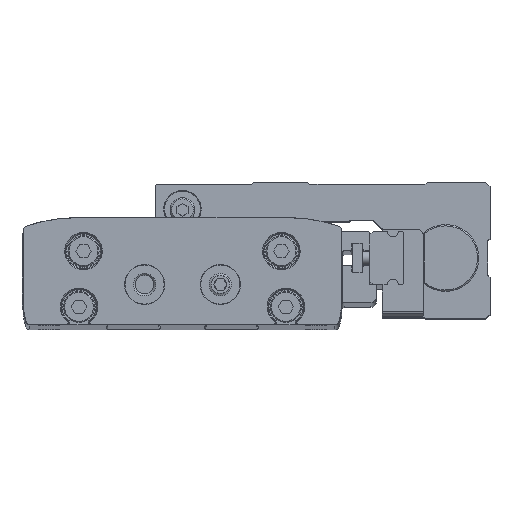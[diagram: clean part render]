
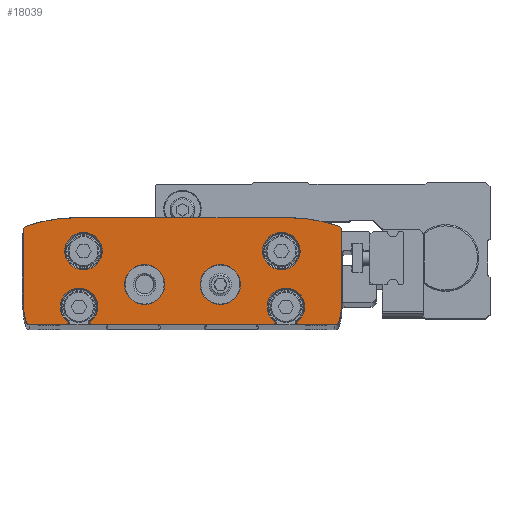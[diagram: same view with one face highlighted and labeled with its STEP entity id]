
A CAD part, top view. The second image highlights one B-rep face of the part: STEP entity #18039.
In plain terms, the highlighted planar face has unit normal (0, 0, 1).
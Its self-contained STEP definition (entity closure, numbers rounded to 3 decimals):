
#824=LINE('',#29927,#2351);
#833=LINE('',#29955,#2360);
#834=LINE('',#29963,#2361);
#843=LINE('',#29991,#2370);
#844=LINE('',#29994,#2371);
#845=LINE('',#29996,#2372);
#846=LINE('',#30002,#2373);
#847=LINE('',#30008,#2374);
#848=LINE('',#30014,#2375);
#849=LINE('',#30020,#2376);
#2351=VECTOR('',#24140,1000.);
#2360=VECTOR('',#24159,1000.);
#2361=VECTOR('',#24162,1000.);
#2370=VECTOR('',#24181,1000.);
#2371=VECTOR('',#24186,1000.);
#2372=VECTOR('',#24189,1000.);
#2373=VECTOR('',#24194,1000.);
#2374=VECTOR('',#24199,1000.);
#2375=VECTOR('',#24204,1000.);
#2376=VECTOR('',#24209,1000.);
#3971=ORIENTED_EDGE('',*,*,#8972,.F.);
#3972=ORIENTED_EDGE('',*,*,#8957,.T.);
#3973=ORIENTED_EDGE('',*,*,#8973,.T.);
#3974=ORIENTED_EDGE('',*,*,#8959,.F.);
#3975=ORIENTED_EDGE('',*,*,#8974,.F.);
#3976=ORIENTED_EDGE('',*,*,#8971,.T.);
#3977=ORIENTED_EDGE('',*,*,#8975,.T.);
#3978=ORIENTED_EDGE('',*,*,#8976,.T.);
#3979=ORIENTED_EDGE('',*,*,#8977,.T.);
#3980=ORIENTED_EDGE('',*,*,#8978,.T.);
#3981=ORIENTED_EDGE('',*,*,#8979,.T.);
#3982=ORIENTED_EDGE('',*,*,#8980,.T.);
#3983=ORIENTED_EDGE('',*,*,#8981,.T.);
#3984=ORIENTED_EDGE('',*,*,#8982,.T.);
#3985=ORIENTED_EDGE('',*,*,#8983,.T.);
#3986=ORIENTED_EDGE('',*,*,#8984,.T.);
#3987=ORIENTED_EDGE('',*,*,#8985,.T.);
#3988=ORIENTED_EDGE('',*,*,#8986,.T.);
#3989=ORIENTED_EDGE('',*,*,#8987,.T.);
#3990=ORIENTED_EDGE('',*,*,#8945,.F.);
#3991=ORIENTED_EDGE('',*,*,#8988,.F.);
#3992=ORIENTED_EDGE('',*,*,#8989,.F.);
#3993=ORIENTED_EDGE('',*,*,#8990,.F.);
#3994=ORIENTED_EDGE('',*,*,#8991,.F.);
#8945=EDGE_CURVE('',#11445,#11447,#824,.T.);
#8957=EDGE_CURVE('',#11455,#11456,#833,.T.);
#8959=EDGE_CURVE('',#11457,#11459,#834,.T.);
#8971=EDGE_CURVE('',#11467,#11468,#843,.T.);
#8972=EDGE_CURVE('',#11455,#11445,#13204,.T.);
#8973=EDGE_CURVE('',#11456,#11459,#844,.T.);
#8974=EDGE_CURVE('',#11467,#11457,#13205,.T.);
#8975=EDGE_CURVE('',#11468,#11469,#845,.T.);
#8976=EDGE_CURVE('',#11469,#11470,#13206,.T.);
#8977=EDGE_CURVE('',#11470,#11471,#13207,.T.);
#8978=EDGE_CURVE('',#11471,#11472,#846,.T.);
#8979=EDGE_CURVE('',#11472,#11473,#13208,.T.);
#8980=EDGE_CURVE('',#11473,#11474,#13209,.T.);
#8981=EDGE_CURVE('',#11474,#11475,#847,.T.);
#8982=EDGE_CURVE('',#11475,#11476,#13210,.T.);
#8983=EDGE_CURVE('',#11476,#11477,#13211,.T.);
#8984=EDGE_CURVE('',#11477,#11478,#848,.T.);
#8985=EDGE_CURVE('',#11478,#11479,#13212,.T.);
#8986=EDGE_CURVE('',#11479,#11480,#13213,.T.);
#8987=EDGE_CURVE('',#11480,#11447,#849,.T.);
#8988=EDGE_CURVE('',#11481,#11481,#13214,.T.);
#8989=EDGE_CURVE('',#11482,#11482,#13215,.T.);
#8990=EDGE_CURVE('',#11483,#11483,#13216,.T.);
#8991=EDGE_CURVE('',#11484,#11484,#13217,.T.);
#11445=VERTEX_POINT('',#29925);
#11447=VERTEX_POINT('',#29928);
#11455=VERTEX_POINT('',#29952);
#11456=VERTEX_POINT('',#29954);
#11457=VERTEX_POINT('',#29961);
#11459=VERTEX_POINT('',#29964);
#11467=VERTEX_POINT('',#29988);
#11468=VERTEX_POINT('',#29990);
#11469=VERTEX_POINT('',#29997);
#11470=VERTEX_POINT('',#29999);
#11471=VERTEX_POINT('',#30001);
#11472=VERTEX_POINT('',#30003);
#11473=VERTEX_POINT('',#30005);
#11474=VERTEX_POINT('',#30007);
#11475=VERTEX_POINT('',#30009);
#11476=VERTEX_POINT('',#30011);
#11477=VERTEX_POINT('',#30013);
#11478=VERTEX_POINT('',#30015);
#11479=VERTEX_POINT('',#30017);
#11480=VERTEX_POINT('',#30019);
#11481=VERTEX_POINT('',#30022);
#11482=VERTEX_POINT('',#30024);
#11483=VERTEX_POINT('',#30026);
#11484=VERTEX_POINT('',#30028);
#13204=CIRCLE('',#21929,4.2);
#13205=CIRCLE('',#21930,4.2);
#13206=CIRCLE('',#21931,1.);
#13207=CIRCLE('',#21932,15.);
#13208=CIRCLE('',#21933,1.);
#13209=CIRCLE('',#21934,35.);
#13210=CIRCLE('',#21935,35.);
#13211=CIRCLE('',#21936,1.);
#13212=CIRCLE('',#21937,15.);
#13213=CIRCLE('',#21938,1.);
#13214=CIRCLE('',#21939,4.2);
#13215=CIRCLE('',#21940,4.2);
#13216=CIRCLE('',#21941,4.5);
#13217=CIRCLE('',#21942,4.5);
#14111=EDGE_LOOP('',(#3971,#3972,#3973,#3974,#3975,#3976,#3977,#3978,#3979,
#3980,#3981,#3982,#3983,#3984,#3985,#3986,#3987,#3988,#3989,#3990));
#14112=EDGE_LOOP('',(#3991));
#14113=EDGE_LOOP('',(#3992));
#14114=EDGE_LOOP('',(#3993));
#14115=EDGE_LOOP('',(#3994));
#15788=FACE_BOUND('',#14111,.T.);
#15789=FACE_BOUND('',#14112,.T.);
#15790=FACE_BOUND('',#14113,.T.);
#15791=FACE_BOUND('',#14114,.T.);
#15792=FACE_BOUND('',#14115,.T.);
#17463=PLANE('',#21928);
#18039=ADVANCED_FACE('',(#15788,#15789,#15790,#15791,#15792),#17463,.T.);
#21928=AXIS2_PLACEMENT_3D('',#29992,#24182,#24183);
#21929=AXIS2_PLACEMENT_3D('',#29993,#24184,#24185);
#21930=AXIS2_PLACEMENT_3D('',#29995,#24187,#24188);
#21931=AXIS2_PLACEMENT_3D('',#29998,#24190,#24191);
#21932=AXIS2_PLACEMENT_3D('',#30000,#24192,#24193);
#21933=AXIS2_PLACEMENT_3D('',#30004,#24195,#24196);
#21934=AXIS2_PLACEMENT_3D('',#30006,#24197,#24198);
#21935=AXIS2_PLACEMENT_3D('',#30010,#24200,#24201);
#21936=AXIS2_PLACEMENT_3D('',#30012,#24202,#24203);
#21937=AXIS2_PLACEMENT_3D('',#30016,#24205,#24206);
#21938=AXIS2_PLACEMENT_3D('',#30018,#24207,#24208);
#21939=AXIS2_PLACEMENT_3D('',#30021,#24210,#24211);
#21940=AXIS2_PLACEMENT_3D('',#30023,#24212,#24213);
#21941=AXIS2_PLACEMENT_3D('',#30025,#24214,#24215);
#21942=AXIS2_PLACEMENT_3D('',#30027,#24216,#24217);
#24140=DIRECTION('',(0.,-1.,0.));
#24159=DIRECTION('',(0.,-1.,0.));
#24162=DIRECTION('',(0.,-1.,0.));
#24181=DIRECTION('',(0.,-1.,0.));
#24182=DIRECTION('',(0.,0.,1.));
#24183=DIRECTION('',(1.,0.,0.));
#24184=DIRECTION('',(0.,0.,1.));
#24185=DIRECTION('',(1.,0.,0.));
#24186=DIRECTION('',(1.,0.,0.));
#24187=DIRECTION('',(0.,0.,1.));
#24188=DIRECTION('',(1.,0.,0.));
#24189=DIRECTION('',(1.,0.,0.));
#24190=DIRECTION('',(0.,0.,1.));
#24191=DIRECTION('',(1.,0.,0.));
#24192=DIRECTION('',(0.,0.,1.));
#24193=DIRECTION('',(1.,0.,0.));
#24194=DIRECTION('',(0.,1.,0.));
#24195=DIRECTION('',(0.,0.,1.));
#24196=DIRECTION('',(1.,0.,0.));
#24197=DIRECTION('',(0.,0.,1.));
#24198=DIRECTION('',(1.,0.,0.));
#24199=DIRECTION('',(-1.,0.,0.));
#24200=DIRECTION('',(0.,0.,1.));
#24201=DIRECTION('',(1.,0.,0.));
#24202=DIRECTION('',(0.,0.,1.));
#24203=DIRECTION('',(1.,0.,0.));
#24204=DIRECTION('',(0.,-1.,0.));
#24205=DIRECTION('',(0.,0.,1.));
#24206=DIRECTION('',(1.,0.,0.));
#24207=DIRECTION('',(0.,0.,1.));
#24208=DIRECTION('',(1.,0.,0.));
#24209=DIRECTION('',(1.,0.,0.));
#24210=DIRECTION('',(0.,0.,1.));
#24211=DIRECTION('',(1.,0.,0.));
#24212=DIRECTION('',(0.,0.,1.));
#24213=DIRECTION('',(1.,0.,0.));
#24214=DIRECTION('',(0.,0.,1.));
#24215=DIRECTION('',(1.,0.,0.));
#24216=DIRECTION('',(0.,0.,1.));
#24217=DIRECTION('',(1.,0.,0.));
#29925=CARTESIAN_POINT('',(-25.7,0.625,330.));
#29927=CARTESIAN_POINT('',(-25.7,4.,330.));
#29928=CARTESIAN_POINT('',(-25.7,0.,330.));
#29952=CARTESIAN_POINT('',(-20.7,0.625,330.));
#29954=CARTESIAN_POINT('',(-20.7,0.,330.));
#29955=CARTESIAN_POINT('',(-20.7,4.,330.));
#29961=CARTESIAN_POINT('',(20.7,0.625,330.));
#29963=CARTESIAN_POINT('',(20.7,4.,330.));
#29964=CARTESIAN_POINT('',(20.7,0.,330.));
#29988=CARTESIAN_POINT('',(25.7,0.625,330.));
#29990=CARTESIAN_POINT('',(25.7,0.,330.));
#29991=CARTESIAN_POINT('',(25.7,4.,330.));
#29992=CARTESIAN_POINT('',(-20.7,5.,330.));
#29993=CARTESIAN_POINT('',(-23.2,4.,330.));
#29994=CARTESIAN_POINT('',(-34.116,0.,330.));
#29995=CARTESIAN_POINT('',(23.2,4.,330.));
#29996=CARTESIAN_POINT('',(-34.116,0.,330.));
#29997=CARTESIAN_POINT('',(34.116,0.,330.));
#29998=CARTESIAN_POINT('',(34.116,1.,330.));
#29999=CARTESIAN_POINT('',(35.075,0.714,330.));
#30000=CARTESIAN_POINT('',(20.7,5.,330.));
#30001=CARTESIAN_POINT('',(35.7,5.,330.));
#30002=CARTESIAN_POINT('',(35.7,5.,330.));
#30003=CARTESIAN_POINT('',(35.7,21.171,330.));
#30004=CARTESIAN_POINT('',(34.7,21.171,330.));
#30005=CARTESIAN_POINT('',(35.024,22.118,330.));
#30006=CARTESIAN_POINT('',(23.7,-11.,330.));
#30007=CARTESIAN_POINT('',(23.7,24.,330.));
#30008=CARTESIAN_POINT('',(23.7,24.,330.));
#30009=CARTESIAN_POINT('',(-23.7,24.,330.));
#30010=CARTESIAN_POINT('',(-23.7,-11.,330.));
#30011=CARTESIAN_POINT('',(-35.024,22.118,330.));
#30012=CARTESIAN_POINT('',(-34.7,21.171,330.));
#30013=CARTESIAN_POINT('',(-35.7,21.171,330.));
#30014=CARTESIAN_POINT('',(-35.7,21.171,330.));
#30015=CARTESIAN_POINT('',(-35.7,5.,330.));
#30016=CARTESIAN_POINT('',(-20.7,5.,330.));
#30017=CARTESIAN_POINT('',(-35.075,0.714,330.));
#30018=CARTESIAN_POINT('',(-34.116,1.,330.));
#30019=CARTESIAN_POINT('',(-34.116,0.,330.));
#30020=CARTESIAN_POINT('',(-34.116,0.,330.));
#30021=CARTESIAN_POINT('',(-22.2,16.5,330.));
#30022=CARTESIAN_POINT('',(-18.,16.5,330.));
#30023=CARTESIAN_POINT('',(22.2,16.5,330.));
#30024=CARTESIAN_POINT('',(26.4,16.5,330.));
#30025=CARTESIAN_POINT('',(-8.5,9.,330.));
#30026=CARTESIAN_POINT('',(-4.,9.,330.));
#30027=CARTESIAN_POINT('',(8.5,9.,330.));
#30028=CARTESIAN_POINT('',(13.,9.,330.));
